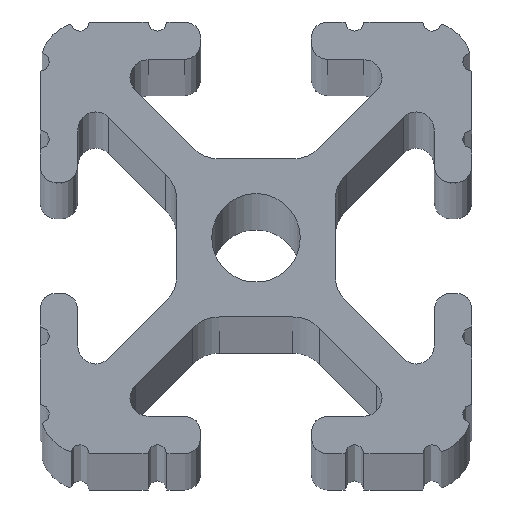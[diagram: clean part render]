
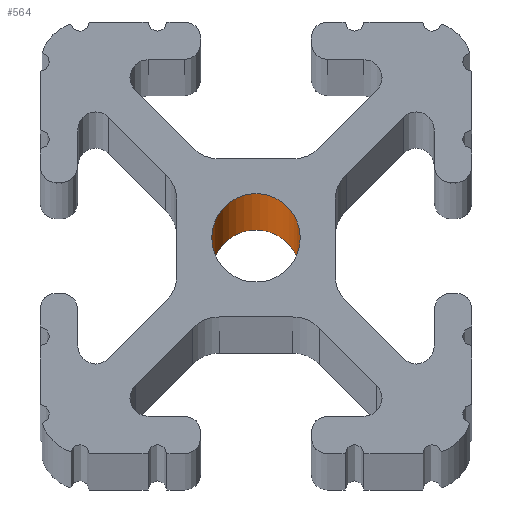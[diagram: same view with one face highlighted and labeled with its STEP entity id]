
A CAD part, top view. The second image highlights one B-rep face of the part: STEP entity #564.
In plain terms, the highlighted cylindrical face has radius 2.603 mm (diameter 5.207 mm), a partial arc.
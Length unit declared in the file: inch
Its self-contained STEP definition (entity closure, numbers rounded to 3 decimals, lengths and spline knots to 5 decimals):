
#92 = ORIENTED_EDGE ( 'NONE', *, *, #1270, .F. ) ;
#231 = DIRECTION ( 'NONE',  ( 0., 0., -1. ) ) ;
#308 = CARTESIAN_POINT ( 'NONE',  ( -0.1025, 0., -24. ) ) ;
#319 = EDGE_CURVE ( 'NONE', #761, #1868, #1165, .T. ) ;
#353 = CARTESIAN_POINT ( 'NONE',  ( 0.1025, 0., 24. ) ) ;
#354 = EDGE_LOOP ( 'NONE', ( #92, #3222, #1268, #1051 ) ) ;
#357 = DIRECTION ( 'NONE',  ( 0., 0., -1. ) ) ;
#390 = AXIS2_PLACEMENT_3D ( 'NONE', #1767, #231, #2869 ) ;
#407 = CARTESIAN_POINT ( 'NONE',  ( -0.1025, 0., 24. ) ) ;
#564 = ADVANCED_FACE ( 'NONE', ( #2211 ), #2842, .F. ) ;
#648 = AXIS2_PLACEMENT_3D ( 'NONE', #2199, #357, #2187 ) ;
#757 = CARTESIAN_POINT ( 'NONE',  ( 0.1025, 0., 24. ) ) ;
#761 = VERTEX_POINT ( 'NONE', #3308 ) ;
#1012 = VERTEX_POINT ( 'NONE', #757 ) ;
#1051 = ORIENTED_EDGE ( 'NONE', *, *, #2425, .T. ) ;
#1165 = LINE ( 'NONE', #407, #2926 ) ;
#1191 = CARTESIAN_POINT ( 'NONE',  ( 0.1025, 0., -24. ) ) ;
#1223 = CARTESIAN_POINT ( 'NONE',  ( 0., 0., -24. ) ) ;
#1268 = ORIENTED_EDGE ( 'NONE', *, *, #319, .T. ) ;
#1270 = EDGE_CURVE ( 'NONE', #1012, #2434, #3220, .T. ) ;
#1464 = DIRECTION ( 'NONE',  ( 0., 0., -1. ) ) ;
#1767 = CARTESIAN_POINT ( 'NONE',  ( 0., 0., 24. ) ) ;
#1823 = CIRCLE ( 'NONE', #2835, 0.1025 ) ;
#1868 = VERTEX_POINT ( 'NONE', #308 ) ;
#2187 = DIRECTION ( 'NONE',  ( -1., 0., 0. ) ) ;
#2199 = CARTESIAN_POINT ( 'NONE',  ( 0., 0., 24. ) ) ;
#2209 = DIRECTION ( 'NONE',  ( 0., 0., -1. ) ) ;
#2211 = FACE_OUTER_BOUND ( 'NONE', #354, .T. ) ;
#2341 = VECTOR ( 'NONE', #2209, 39.37008 ) ;
#2425 = EDGE_CURVE ( 'NONE', #1868, #2434, #1823, .T. ) ;
#2434 = VERTEX_POINT ( 'NONE', #1191 ) ;
#2633 = EDGE_CURVE ( 'NONE', #761, #1012, #2727, .T. ) ;
#2727 = CIRCLE ( 'NONE', #390, 0.1025 ) ;
#2781 = DIRECTION ( 'NONE',  ( 1., 0., 0. ) ) ;
#2835 = AXIS2_PLACEMENT_3D ( 'NONE', #1223, #3378, #2781 ) ;
#2842 = CYLINDRICAL_SURFACE ( 'NONE', #648, 0.1025 ) ;
#2869 = DIRECTION ( 'NONE',  ( 1., 0., 0. ) ) ;
#2926 = VECTOR ( 'NONE', #1464, 39.37008 ) ;
#3220 = LINE ( 'NONE', #353, #2341 ) ;
#3222 = ORIENTED_EDGE ( 'NONE', *, *, #2633, .F. ) ;
#3308 = CARTESIAN_POINT ( 'NONE',  ( -0.1025, 0., 24. ) ) ;
#3378 = DIRECTION ( 'NONE',  ( 0., 0., -1. ) ) ;
